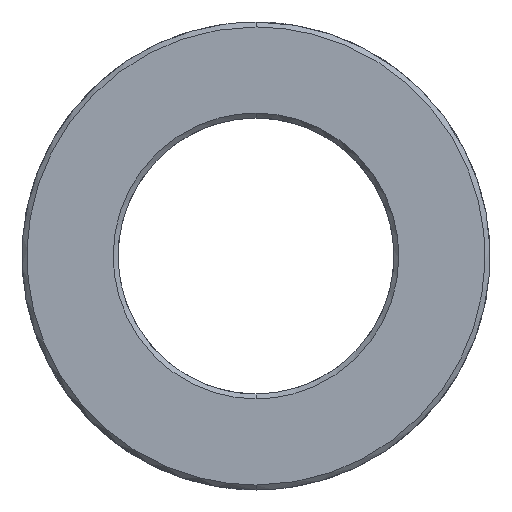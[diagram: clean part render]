
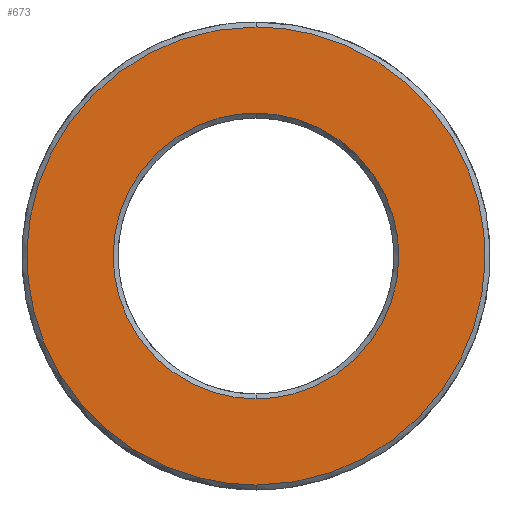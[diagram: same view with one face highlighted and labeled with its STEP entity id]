
A CAD part, left-side view. The second image highlights one B-rep face of the part: STEP entity #673.
In plain terms, the highlighted free-form (B-spline) face has degree [1, 1] with [2, 2] control points.
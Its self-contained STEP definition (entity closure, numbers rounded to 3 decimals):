
#212 = VERTEX_POINT('',#213);
#213 = CARTESIAN_POINT('',(0.,0.,9.388));
#218 = EDGE_CURVE('',#212,#219,#221,.T.);
#219 = VERTEX_POINT('',#220);
#220 = CARTESIAN_POINT('',(0.,0.,
    -9.388));
#221 = ( BOUNDED_CURVE() B_SPLINE_CURVE(2,(#222,#223,#224,#225,#226),
.UNSPECIFIED.,.F.,.F.) B_SPLINE_CURVE_WITH_KNOTS((3,2,3),(3.142,
4.712,6.283),.PIECEWISE_BEZIER_KNOTS.) CURVE() 
GEOMETRIC_REPRESENTATION_ITEM() RATIONAL_B_SPLINE_CURVE((1.,
0.707,1.,0.707,1.)) REPRESENTATION_ITEM('') );
#222 = CARTESIAN_POINT('',(0.,0.,
    9.388));
#223 = CARTESIAN_POINT('',(0.,-9.388,
    9.388));
#224 = CARTESIAN_POINT('',(0.,-9.388,
    0.));
#225 = CARTESIAN_POINT('',(0.,-9.388,
    -9.388));
#226 = CARTESIAN_POINT('',(0.,0.,
    -9.388));
#257 = EDGE_CURVE('',#258,#260,#262,.T.);
#258 = VERTEX_POINT('',#259);
#259 = CARTESIAN_POINT('',(0.,0.,
    15.054));
#260 = VERTEX_POINT('',#261);
#261 = CARTESIAN_POINT('',(0.,0.,-15.054));
#262 = ( BOUNDED_CURVE() B_SPLINE_CURVE(2,(#263,#264,#265,#266,#267),
.UNSPECIFIED.,.F.,.F.) B_SPLINE_CURVE_WITH_KNOTS((3,2,3),(3.142,
4.712,6.283),.PIECEWISE_BEZIER_KNOTS.) CURVE() 
GEOMETRIC_REPRESENTATION_ITEM() RATIONAL_B_SPLINE_CURVE((1.,
0.707,1.,0.707,1.)) REPRESENTATION_ITEM('') );
#263 = CARTESIAN_POINT('',(0.,0.,
    15.054));
#264 = CARTESIAN_POINT('',(0.,15.054,
    15.054));
#265 = CARTESIAN_POINT('',(0.,15.054,
    0.));
#266 = CARTESIAN_POINT('',(0.,15.054,
    -15.054));
#267 = CARTESIAN_POINT('',(0.,0.,
    -15.054));
#673 = ADVANCED_FACE('',(#674,#685),#696,.F.);
#674 = FACE_BOUND('',#675,.T.);
#675 = EDGE_LOOP('',(#676,#684));
#676 = ORIENTED_EDGE('',*,*,#677,.T.);
#677 = EDGE_CURVE('',#260,#258,#678,.T.);
#678 = ( BOUNDED_CURVE() B_SPLINE_CURVE(2,(#679,#680,#681,#682,#683),
.UNSPECIFIED.,.F.,.F.) B_SPLINE_CURVE_WITH_KNOTS((3,2,3),(0.,
1.571,3.142),.PIECEWISE_BEZIER_KNOTS.) CURVE() 
GEOMETRIC_REPRESENTATION_ITEM() RATIONAL_B_SPLINE_CURVE((1.,
0.707,1.,0.707,1.)) REPRESENTATION_ITEM('') );
#679 = CARTESIAN_POINT('',(0.,0.,-15.054));
#680 = CARTESIAN_POINT('',(0.,-15.054,
    -15.054));
#681 = CARTESIAN_POINT('',(0.,-15.054,
    0.));
#682 = CARTESIAN_POINT('',(0.,-15.054,
    15.054));
#683 = CARTESIAN_POINT('',(0.,0.,
    15.054));
#684 = ORIENTED_EDGE('',*,*,#257,.T.);
#685 = FACE_BOUND('',#686,.T.);
#686 = EDGE_LOOP('',(#687,#688));
#687 = ORIENTED_EDGE('',*,*,#218,.T.);
#688 = ORIENTED_EDGE('',*,*,#689,.T.);
#689 = EDGE_CURVE('',#219,#212,#690,.T.);
#690 = ( BOUNDED_CURVE() B_SPLINE_CURVE(2,(#691,#692,#693,#694,#695),
.UNSPECIFIED.,.F.,.F.) B_SPLINE_CURVE_WITH_KNOTS((3,2,3),(0.,
1.571,3.142),.PIECEWISE_BEZIER_KNOTS.) CURVE() 
GEOMETRIC_REPRESENTATION_ITEM() RATIONAL_B_SPLINE_CURVE((1.,
0.707,1.,0.707,1.)) REPRESENTATION_ITEM('') );
#691 = CARTESIAN_POINT('',(0.,0.,-9.388));
#692 = CARTESIAN_POINT('',(0.,9.388,
    -9.388));
#693 = CARTESIAN_POINT('',(0.,9.388,
    0.));
#694 = CARTESIAN_POINT('',(0.,9.388,
    9.388));
#695 = CARTESIAN_POINT('',(0.,0.,
    9.388));
#696 = B_SPLINE_SURFACE_WITH_KNOTS('',1,1,(
    (#697,#698)
    ,(#699,#700
  )),.UNSPECIFIED.,.F.,.F.,.F.,(2,2),(2,2),(-11.811,11.811),(-11.811,
    11.811),.PIECEWISE_BEZIER_KNOTS.);
#697 = CARTESIAN_POINT('',(0.,-15.054,
    15.054));
#698 = CARTESIAN_POINT('',(0.,15.054,
    15.054));
#699 = CARTESIAN_POINT('',(0.,-15.054,
    -15.054));
#700 = CARTESIAN_POINT('',(0.,15.054,
    -15.054));
